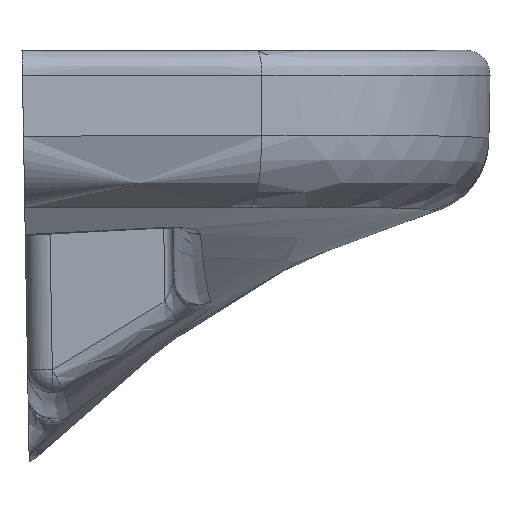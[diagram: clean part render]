
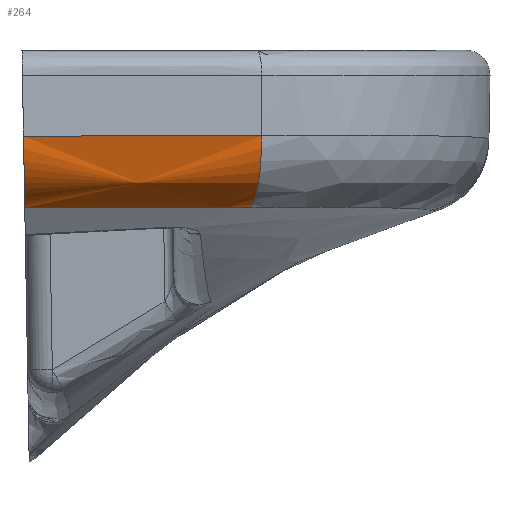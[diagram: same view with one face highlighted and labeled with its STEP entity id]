
A CAD part, left-side view. The second image highlights one B-rep face of the part: STEP entity #264.
In plain terms, the highlighted free-form (B-spline) face has degree [3, 2] with [12, 3] control points.
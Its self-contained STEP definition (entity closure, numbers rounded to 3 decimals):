
#6 = CARTESIAN_POINT ( 'NONE',  ( -21.911, -15.692, -13.968 ) ) ;
#20 = CARTESIAN_POINT ( 'NONE',  ( -21.164, -13.075, -14.185 ) ) ;
#30 = CARTESIAN_POINT ( 'NONE',  ( -22.593, -11.696, -13.08 ) ) ;
#55 = EDGE_LOOP ( 'NONE', ( #1859, #2900, #2790, #1023, #725 ) ) ;
#113 = CARTESIAN_POINT ( 'NONE',  ( -20.938, -14.381, -14.184 ) ) ;
#179 = CARTESIAN_POINT ( 'NONE',  ( -20.542, -16.259, -14.181 ) ) ;
#202 = CARTESIAN_POINT ( 'NONE',  ( -21.932, -15.7, -12.733 ) ) ;
#226 = CARTESIAN_POINT ( 'NONE',  ( -20.667, -15.704, -14.183 ) ) ;
#258 = B_SPLINE_CURVE_WITH_KNOTS ( 'NONE', 3,
 ( #3152, #2887, #478, #1549, #3422, #1819, #226 ),
 .UNSPECIFIED., .F., .F.,
 ( 4, 3, 4 ),
 ( 0., 0.001, 0.001 ),
 .UNSPECIFIED. ) ;
#264 = ADVANCED_FACE ( 'NONE', ( #1958 ), #3324, .T. ) ;
#267 = CARTESIAN_POINT ( 'NONE',  ( -20.566, -16.158, -14.182 ) ) ;
#278 = CARTESIAN_POINT ( 'NONE',  ( -22.63, -11.69, -12.736 ) ) ;
#280 = CARTESIAN_POINT ( 'NONE',  ( -21.973, -15.494, -12.733 ) ) ;
#288 = CARTESIAN_POINT ( 'NONE',  ( -22.494, -12.469, -13.968 ) ) ;
#295 = CARTESIAN_POINT ( 'NONE',  ( -22.378, -11.704, -13.554 ) ) ;
#450 = B_SPLINE_CURVE_WITH_KNOTS ( 'NONE', 3,
 ( #896, #113, #637, #2504 ),
 .UNSPECIFIED., .F., .F.,
 ( 4, 4 ),
 ( 0., 0.004 ),
 .UNSPECIFIED. ) ;
#462 = CARTESIAN_POINT ( 'NONE',  ( -21.767, -16.497, -12.729 ) ) ;
#478 = CARTESIAN_POINT ( 'NONE',  ( -20.626, -15.889, -14.184 ) ) ;
#526 = CARTESIAN_POINT ( 'NONE',  ( -21.786, -16.303, -13.971 ) ) ;
#537 = CARTESIAN_POINT ( 'NONE',  ( -20.758, -15.255, -14.184 ) ) ;
#546 = CARTESIAN_POINT ( 'NONE',  ( -22.635, -11.661, -12.736 ) ) ;
#557 = CARTESIAN_POINT ( 'NONE',  ( -22.015, -11.711, -13.926 ) ) ;
#581 = VERTEX_POINT ( 'NONE', #1529 ) ;
#637 = CARTESIAN_POINT ( 'NONE',  ( -21.176, -13.05, -14.185 ) ) ;
#707 = EDGE_CURVE ( 'NONE', #2309, #1569, #258, .T. ) ;
#725 = ORIENTED_EDGE ( 'NONE', *, *, #3036, .F. ) ;
#790 = CARTESIAN_POINT ( 'NONE',  ( -21.851, -16.096, -12.732 ) ) ;
#805 = CARTESIAN_POINT ( 'NONE',  ( -22.069, -14.888, -13.968 ) ) ;
#817 = CARTESIAN_POINT ( 'NONE',  ( -21.414, -11.482, -14.186 ) ) ;
#824 = VERTEX_POINT ( 'NONE', #2800 ) ;
#825 = CARTESIAN_POINT ( 'NONE',  ( -21.551, -11.715, -14.155 ) ) ;
#896 = CARTESIAN_POINT ( 'NONE',  ( -20.667, -15.704, -14.183 ) ) ;
#970 = EDGE_CURVE ( 'NONE', #1375, #824, #2576, .T. ) ;
#1023 = ORIENTED_EDGE ( 'NONE', *, *, #707, .F. ) ;
#1037 = DIRECTION ( 'NONE',  ( 0.207, -0.978, 0.014 ) ) ;
#1042 = CARTESIAN_POINT ( 'NONE',  ( -21.742, -16.51, -13.972 ) ) ;
#1054 = CARTESIAN_POINT ( 'NONE',  ( -20.634, -15.852, -14.184 ) ) ;
#1067 = CARTESIAN_POINT ( 'NONE',  ( -22.166, -14.488, -12.734 ) ) ;
#1253 = CARTESIAN_POINT ( 'NONE',  ( -22.511, -12.495, -12.735 ) ) ;
#1326 = CARTESIAN_POINT ( 'NONE',  ( -21.85, -15.992, -13.968 ) ) ;
#1336 = CARTESIAN_POINT ( 'NONE',  ( -20.949, -14.265, -14.184 ) ) ;
#1370 = B_SPLINE_CURVE_WITH_KNOTS ( 'NONE', 3,
 ( #278, #2138, #30, #1885, #295, #2151, #557, #2416, #825, #2691 ),
 .UNSPECIFIED., .F., .F.,
 ( 4, 2, 2, 2, 4 ),
 ( 0., 0.001, 0.001, 0.002, 0.002 ),
 .UNSPECIFIED. ) ;
#1375 = VERTEX_POINT ( 'NONE', #3196 ) ;
#1414 = EDGE_CURVE ( 'NONE', #1375, #581, #1370, .T. ) ;
#1527 = CARTESIAN_POINT ( 'NONE',  ( -22.38, -13.298, -12.735 ) ) ;
#1529 = CARTESIAN_POINT ( 'NONE',  ( -21.379, -11.715, -14.186 ) ) ;
#1549 = CARTESIAN_POINT ( 'NONE',  ( -20.667, -15.704, -14.183 ) ) ;
#1569 = VERTEX_POINT ( 'NONE', #3107 ) ;
#1574 = CARTESIAN_POINT ( 'NONE',  ( -21.767, -16.497, -12.729 ) ) ;
#1583 = CARTESIAN_POINT ( 'NONE',  ( -20.542, -16.259, -14.181 ) ) ;
#1597 = CARTESIAN_POINT ( 'NONE',  ( -21.933, -15.695, -12.733 ) ) ;
#1612 = CARTESIAN_POINT ( 'NONE',  ( -22.361, -13.277, -13.968 ) ) ;
#1790 = CARTESIAN_POINT ( 'NONE',  ( -22.089, -14.9, -12.733 ) ) ;
#1819 = CARTESIAN_POINT ( 'NONE',  ( -20.667, -15.704, -14.183 ) ) ;
#1856 = CARTESIAN_POINT ( 'NONE',  ( -21.764, -16.407, -13.972 ) ) ;
#1859 = ORIENTED_EDGE ( 'NONE', *, *, #970, .F. ) ;
#1867 = CARTESIAN_POINT ( 'NONE',  ( -20.718, -15.452, -14.184 ) ) ;
#1877 = CARTESIAN_POINT ( 'NONE',  ( -22.515, -12.471, -12.735 ) ) ;
#1885 = CARTESIAN_POINT ( 'NONE',  ( -22.467, -11.702, -13.405 ) ) ;
#1957 = AXIS2_PLACEMENT_3D ( 'NONE', #2638, #1037, #2916 ) ;
#1958 = FACE_OUTER_BOUND ( 'NONE', #55, .T. ) ;
#2061 = CARTESIAN_POINT ( 'NONE',  ( -21.851, -16.099, -12.734 ) ) ;
#2117 = CARTESIAN_POINT ( 'NONE',  ( -21.809, -16.297, -12.731 ) ) ;
#2127 = CARTESIAN_POINT ( 'NONE',  ( -21.951, -15.491, -13.968 ) ) ;
#2138 = CARTESIAN_POINT ( 'NONE',  ( -22.627, -11.693, -12.911 ) ) ;
#2143 = CARTESIAN_POINT ( 'NONE',  ( -21.295, -12.279, -14.185 ) ) ;
#2151 = CARTESIAN_POINT ( 'NONE',  ( -22.15, -11.709, -13.816 ) ) ;
#2309 = VERTEX_POINT ( 'NONE', #179 ) ;
#2347 = CIRCLE ( 'NONE', #1957, 1.5 ) ;
#2388 = CARTESIAN_POINT ( 'NONE',  ( -20.589, -16.056, -14.183 ) ) ;
#2401 = CARTESIAN_POINT ( 'NONE',  ( -22.09, -14.891, -12.733 ) ) ;
#2411 = CARTESIAN_POINT ( 'NONE',  ( -22.613, -11.659, -13.967 ) ) ;
#2416 = CARTESIAN_POINT ( 'NONE',  ( -21.712, -11.714, -14.097 ) ) ;
#2504 = CARTESIAN_POINT ( 'NONE',  ( -21.379, -11.715, -14.186 ) ) ;
#2576 = B_SPLINE_CURVE_WITH_KNOTS ( 'NONE', 3,
 ( #2857, #1253, #1527, #3393, #1790, #202, #2061, #462 ),
 .UNSPECIFIED., .F., .F.,
 ( 4, 2, 2, 4 ),
 ( 0.012, 0.014, 0.015, 0.017 ),
 .UNSPECIFIED. ) ;
#2638 = CARTESIAN_POINT ( 'NONE',  ( -20.3, -16.187, -12.702 ) ) ;
#2657 = CARTESIAN_POINT ( 'NONE',  ( -21.829, -16.097, -13.97 ) ) ;
#2670 = CARTESIAN_POINT ( 'NONE',  ( -20.875, -14.661, -14.184 ) ) ;
#2691 = CARTESIAN_POINT ( 'NONE',  ( -21.379, -11.715, -14.186 ) ) ;
#2790 = ORIENTED_EDGE ( 'NONE', *, *, #3264, .F. ) ;
#2800 = CARTESIAN_POINT ( 'NONE',  ( -21.767, -16.497, -12.729 ) ) ;
#2857 = CARTESIAN_POINT ( 'NONE',  ( -22.63, -11.69, -12.736 ) ) ;
#2887 = CARTESIAN_POINT ( 'NONE',  ( -20.585, -16.074, -14.183 ) ) ;
#2900 = ORIENTED_EDGE ( 'NONE', *, *, #1414, .T. ) ;
#2916 = DIRECTION ( 'NONE',  ( 0.978, 0.207, 0. ) ) ;
#2929 = CARTESIAN_POINT ( 'NONE',  ( -21.871, -15.996, -12.733 ) ) ;
#2943 = CARTESIAN_POINT ( 'NONE',  ( -22.144, -14.486, -13.968 ) ) ;
#3036 = EDGE_CURVE ( 'NONE', #824, #2309, #2347, .T. ) ;
#3107 = CARTESIAN_POINT ( 'NONE',  ( -20.667, -15.704, -14.183 ) ) ;
#3152 = CARTESIAN_POINT ( 'NONE',  ( -20.542, -16.259, -14.181 ) ) ;
#3196 = CARTESIAN_POINT ( 'NONE',  ( -22.63, -11.69, -12.736 ) ) ;
#3198 = CARTESIAN_POINT ( 'NONE',  ( -20.658, -15.749, -14.183 ) ) ;
#3210 = CARTESIAN_POINT ( 'NONE',  ( -22.383, -13.279, -12.735 ) ) ;
#3264 = EDGE_CURVE ( 'NONE', #1569, #581, #450, .T. ) ;
#3324 =( BOUNDED_SURFACE ( )  B_SPLINE_SURFACE ( 3, 2, ( 
 ( #1574, #1042, #1583 ),
 ( #3460, #1856, #267 ),
 ( #2117, #526, #2388 ),
 ( #790, #2657, #1054 ),
 ( #2929, #1326, #3198 ),
 ( #1597, #6, #1867 ),
 ( #280, #2127, #537 ),
 ( #2401, #805, #2670 ),
 ( #1067, #2943, #1336 ),
 ( #3210, #1612, #20 ),
 ( #1877, #288, #2143 ),
 ( #546, #2411, #817 ) ),
 .UNSPECIFIED., .F., .F., .F. ) 
 B_SPLINE_SURFACE_WITH_KNOTS ( ( 4, 2, 2, 2, 2, 4 ),
 ( 3, 3 ),
 ( 0., 0., 0.001, 0.001, 0.002, 0.005 ),
 ( 0., 1. ),
 .UNSPECIFIED. ) 
 GEOMETRIC_REPRESENTATION_ITEM ( )  RATIONAL_B_SPLINE_SURFACE ( (
 ( 1., 0.77, 1.),
 ( 1., 0.77, 1.),
 ( 1., 0.771, 1.),
 ( 1., 0.771, 1.),
 ( 1., 0.772, 1.),
 ( 1., 0.772, 1.),
 ( 1., 0.772, 1.),
 ( 1., 0.772, 1.),
 ( 1., 0.772, 1.),
 ( 1., 0.772, 1.),
 ( 1., 0.773, 1.),
 ( 1., 0.773, 1.) ) ) 
 REPRESENTATION_ITEM ( '' )  SURFACE ( )  );
#3393 = CARTESIAN_POINT ( 'NONE',  ( -22.164, -14.5, -12.734 ) ) ;
#3422 = CARTESIAN_POINT ( 'NONE',  ( -20.667, -15.704, -14.183 ) ) ;
#3460 = CARTESIAN_POINT ( 'NONE',  ( -21.788, -16.397, -12.73 ) ) ;
